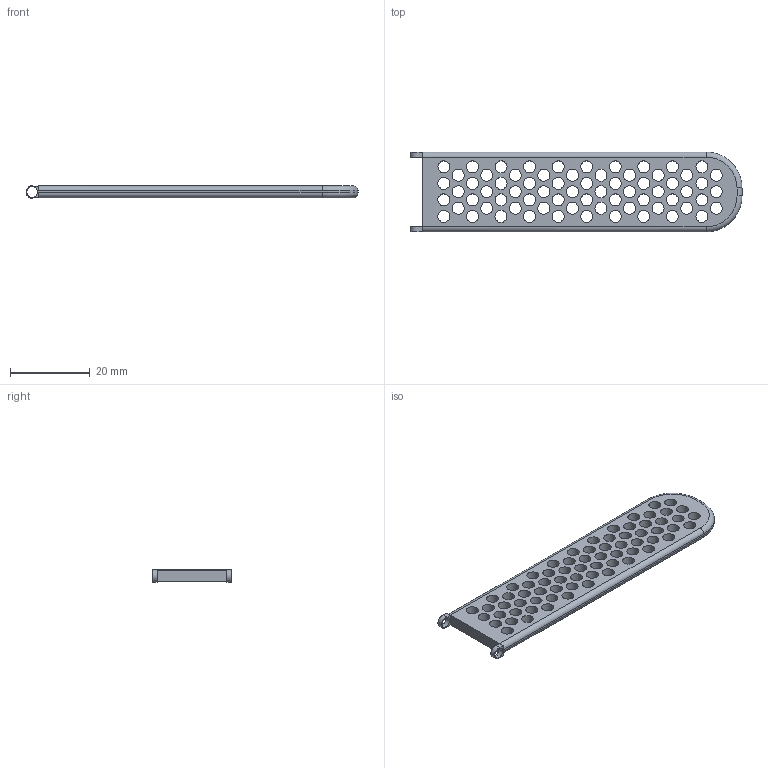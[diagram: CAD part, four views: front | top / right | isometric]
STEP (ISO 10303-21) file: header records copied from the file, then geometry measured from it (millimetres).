
FILE_DESCRIPTION(/* description */ ('STEP AP242 Edition 2','CAx-IF Rec.Pracs.---Representation and Presentation of Product Manufacturing Information (PMI)---4.0---2014-10-13','CAx-IF Rec.Pracs.---3D Tessellated Geometry---0.4---2014-09-14','2;1','CAx-IF Rec.Pracs.---User Defined Attributes---1.5---2016-08-15'),/* implementation_level */ '2;1');
FILE_NAME(/* name */ '69571d005f91b65be381d568',/* time_stamp */ '2026-01-02T01:18:56Z',/* author */ (''),/* organization */ (''),/* preprocessor_version */ 'ST-DEVELOPER v20',/* originating_system */ 'ONSHAPE BY PTC INC, 1.208',/* authorisation */ ' ');
FILE_SCHEMA (('AP242_MANAGED_MODEL_BASED_3D_ENGINEERING_MIM_LF { 1 0 10303 442 3 1 4 }'));
Length unit declared in the file: metre
Products named in the file (1): Part 2
Bounding box: 83.11 x 20 x 3.1 mm (x, y, z)
Volume: 3102.4 mm3; surface area: 4562.4 mm2
Topology: 1 solids, 1 shells, 106 faces, 298 edges, 194 vertices
Faces by surface type: cylinder 82, plane 20, torus 4
Full cylindrical faces by diameter (mm): 2.719 x2, 3 x70
Entity records: 3432 total; most frequent: DIRECTION 608, CARTESIAN_POINT 523, ORIENTED_EDGE 448, EDGE_LOOP 322, FACE_BOUND 322, AXIS2_PLACEMENT_3D 277, EDGE_CURVE 224, VERTEX_POINT 192
